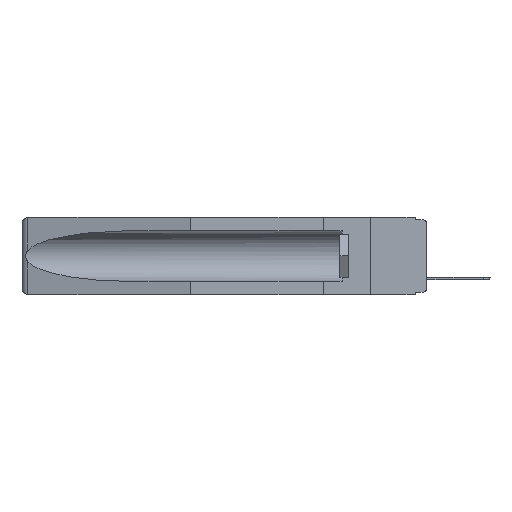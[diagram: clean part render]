
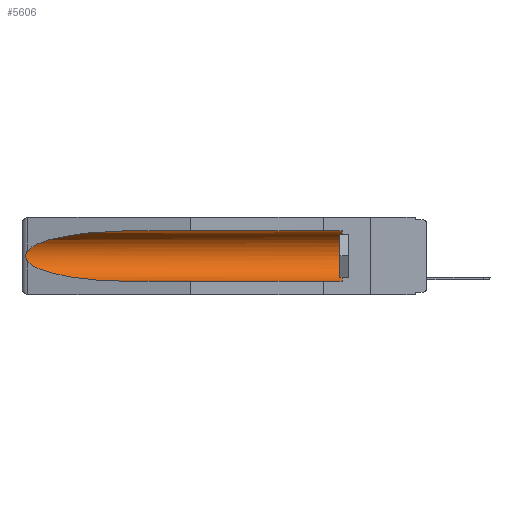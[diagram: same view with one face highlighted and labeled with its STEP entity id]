
A CAD part, left-side view. The second image highlights one B-rep face of the part: STEP entity #5606.
In plain terms, the highlighted cylindrical face has radius 2.857 mm (diameter 5.715 mm), a partial arc.
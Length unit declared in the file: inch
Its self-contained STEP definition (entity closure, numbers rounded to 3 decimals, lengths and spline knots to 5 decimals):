
#54 = DIRECTION ( 'NONE',  ( 0., -1., 0. ) ) ;
#62 = CARTESIAN_POINT ( 'NONE',  ( 0.26537, 1.52718, -0.14972 ) ) ;
#234 = CYLINDRICAL_SURFACE ( 'NONE', #13932, 0.1125 ) ;
#626 = CARTESIAN_POINT ( 'NONE',  ( 0.155, 1.07973, -0.284 ) ) ;
#785 = CARTESIAN_POINT ( 'NONE',  ( 0.21114, 1.30732, -0.059 ) ) ;
#1095 = EDGE_CURVE ( 'NONE', #14718, #13248, #9523, .T. ) ;
#1447 = EDGE_CURVE ( 'NONE', #17128, #15067, #16836, .T. ) ;
#1496 = DIRECTION ( 'NONE',  ( 0., 1., 0. ) ) ;
#2165 = ORIENTED_EDGE ( 'NONE', *, *, #11507, .F. ) ;
#2317 = CARTESIAN_POINT ( 'NONE',  ( 0.155, 1.07973, -0.059 ) ) ;
#2443 = CARTESIAN_POINT ( 'NONE',  ( 0.2673, 1.53269, -0.17917 ) ) ;
#2521 = CARTESIAN_POINT ( 'NONE',  ( 0.26597, 1.5296, -0.19026 ) ) ;
#3140 = CARTESIAN_POINT ( 'NONE',  ( 0.25451, 1.48313, -0.09465 ) ) ;
#3197 = CARTESIAN_POINT ( 'NONE',  ( 0.21114, 1.30732, -0.284 ) ) ;
#3475 = CARTESIAN_POINT ( 'NONE',  ( 0.155, -0.30754, -0.284 ) ) ;
#3825 = VECTOR ( 'NONE', #1496, 39.37008 ) ;
#4693 = CARTESIAN_POINT ( 'NONE',  ( 0.155, 0.126, -0.1715 ) ) ;
#4797 = VECTOR ( 'NONE', #11239, 39.37008 ) ;
#4895 = AXIS2_PLACEMENT_3D ( 'NONE', #4693, #54, #14193 ) ;
#5211 = CARTESIAN_POINT ( 'NONE',  ( 0.26537, 1.52718, -0.14972 ) ) ;
#5245 = CARTESIAN_POINT ( 'NONE',  ( 0.155, 0.126, -0.284 ) ) ;
#5305 = EDGE_CURVE ( 'NONE', #13771, #11033, #19540, .T. ) ;
#5478 = DIRECTION ( 'NONE',  ( 0., 0., 1. ) ) ;
#5553 = CARTESIAN_POINT ( 'NONE',  ( 0.2673, 1.5327, -0.16383 ) ) ;
#5606 = ADVANCED_FACE ( 'NONE', ( #13856 ), #234, .F. ) ;
#6438 = CARTESIAN_POINT ( 'NONE',  ( 0.155, 1.07973, -0.284 ) ) ;
#6968 = CARTESIAN_POINT ( 'NONE',  ( 0.155, 1.07973, -0.059 ) ) ;
#8681 = CARTESIAN_POINT ( 'NONE',  ( 0.2675, 1.53308, -0.17534 ) ) ;
#9155 = CARTESIAN_POINT ( 'NONE',  ( 0.26537, 1.52718, -0.19328 ) ) ;
#9290 = ORIENTED_EDGE ( 'NONE', *, *, #12109, .T. ) ;
#9440 = CARTESIAN_POINT ( 'NONE',  ( 0.155, -0.30754, -0.059 ) ) ;
#9523 = CIRCLE ( 'NONE', #4895, 0.1125 ) ;
#9897 = LINE ( 'NONE', #9440, #3825 ) ;
#10323 = ORIENTED_EDGE ( 'NONE', *, *, #1447, .T. ) ;
#10393 = CARTESIAN_POINT ( 'NONE',  ( 0.26654, 1.53092, -0.15636 ) ) ;
#10508 = EDGE_CURVE ( 'NONE', #15067, #13771, #12631, .T. ) ;
#10696 = CARTESIAN_POINT ( 'NONE',  ( 0.155, 0.126, -0.059 ) ) ;
#10760 = ORIENTED_EDGE ( 'NONE', *, *, #1095, .T. ) ;
#11033 = VERTEX_POINT ( 'NONE', #626 ) ;
#11239 = DIRECTION ( 'NONE',  ( 0., 1., 0. ) ) ;
#11507 = EDGE_CURVE ( 'NONE', #14718, #11033, #17189, .T. ) ;
#11962 = CARTESIAN_POINT ( 'NONE',  ( 0.26655, 1.53094, -0.18657 ) ) ;
#12109 = EDGE_CURVE ( 'NONE', #13248, #17128, #9897, .T. ) ;
#12631 = B_SPLINE_CURVE_WITH_KNOTS ( 'NONE', 3,
 ( #5211, #19346, #10393, #5553, #16611, #8681, #2443, #11962, #2521, #19491 ),
 .UNSPECIFIED., .F., .F.,
 ( 4, 2, 2, 2, 4 ),
 ( 0., 0.00029, 0.00058, 0.00087, 0.00117 ),
 .UNSPECIFIED. ) ;
#13248 = VERTEX_POINT ( 'NONE', #10696 ) ;
#13771 = VERTEX_POINT ( 'NONE', #9155 ) ;
#13856 = FACE_OUTER_BOUND ( 'NONE', #19750, .T. ) ;
#13932 = AXIS2_PLACEMENT_3D ( 'NONE', #16260, #16465, #5478 ) ;
#14193 = DIRECTION ( 'NONE',  ( 0., 0., 1. ) ) ;
#14473 = ORIENTED_EDGE ( 'NONE', *, *, #10508, .T. ) ;
#14718 = VERTEX_POINT ( 'NONE', #5245 ) ;
#15067 = VERTEX_POINT ( 'NONE', #17213 ) ;
#15738 = CARTESIAN_POINT ( 'NONE',  ( 0.26537, 1.52718, -0.19328 ) ) ;
#16260 = CARTESIAN_POINT ( 'NONE',  ( 0.155, -0.30754, -0.1715 ) ) ;
#16465 = DIRECTION ( 'NONE',  ( 0., 1., 0. ) ) ;
#16611 = CARTESIAN_POINT ( 'NONE',  ( 0.2675, 1.53308, -0.16763 ) ) ;
#16836 =( BOUNDED_CURVE ( )  B_SPLINE_CURVE ( 3, ( #6968, #785, #3140, #62 ),
 .UNSPECIFIED., .F., .F. ) 
 B_SPLINE_CURVE_WITH_KNOTS ( ( 4, 4 ),
 ( 4.71239, 6.08839 ),
 .UNSPECIFIED. ) 
 CURVE ( )  GEOMETRIC_REPRESENTATION_ITEM ( )  RATIONAL_B_SPLINE_CURVE ( ( 1., 0.848, 0.848, 1. ) ) 
 REPRESENTATION_ITEM ( '' )  );
#17128 = VERTEX_POINT ( 'NONE', #2317 ) ;
#17189 = LINE ( 'NONE', #3475, #4797 ) ;
#17213 = CARTESIAN_POINT ( 'NONE',  ( 0.26537, 1.52718, -0.14972 ) ) ;
#17634 = ORIENTED_EDGE ( 'NONE', *, *, #5305, .T. ) ;
#18761 = CARTESIAN_POINT ( 'NONE',  ( 0.25451, 1.48313, -0.24835 ) ) ;
#19346 = CARTESIAN_POINT ( 'NONE',  ( 0.26597, 1.52961, -0.15275 ) ) ;
#19491 = CARTESIAN_POINT ( 'NONE',  ( 0.26537, 1.52718, -0.19328 ) ) ;
#19540 =( BOUNDED_CURVE ( )  B_SPLINE_CURVE ( 3, ( #15738, #18761, #3197, #6438 ),
 .UNSPECIFIED., .F., .F. ) 
 B_SPLINE_CURVE_WITH_KNOTS ( ( 4, 4 ),
 ( 0.1948, 1.5708 ),
 .UNSPECIFIED. ) 
 CURVE ( )  GEOMETRIC_REPRESENTATION_ITEM ( )  RATIONAL_B_SPLINE_CURVE ( ( 1., 0.848, 0.848, 1. ) ) 
 REPRESENTATION_ITEM ( '' )  );
#19750 = EDGE_LOOP ( 'NONE', ( #10323, #14473, #17634, #2165, #10760, #9290 ) ) ;
